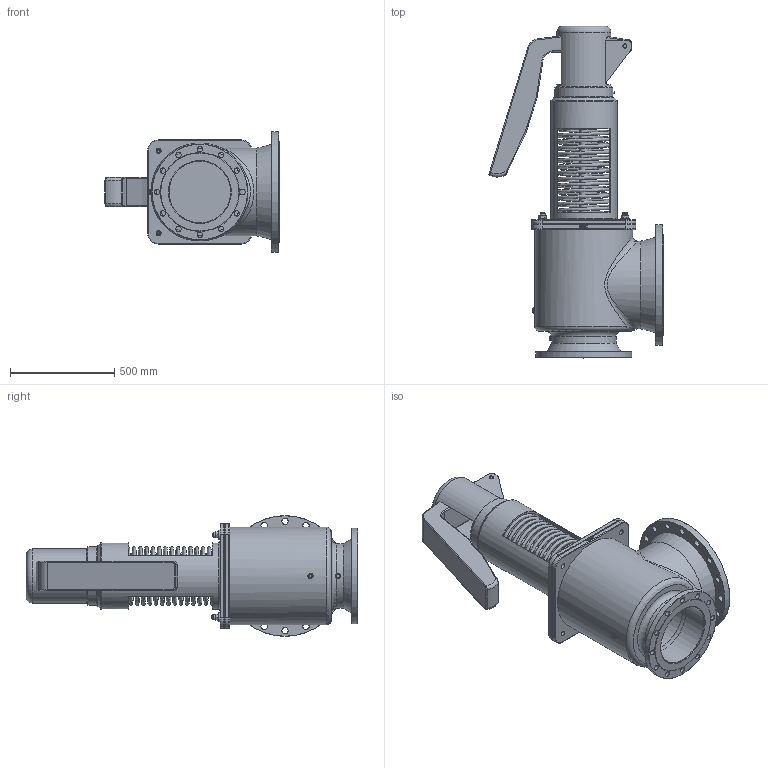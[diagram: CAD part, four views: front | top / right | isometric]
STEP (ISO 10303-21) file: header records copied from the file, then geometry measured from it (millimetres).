
FILE_DESCRIPTION(/* description */ (''),/* implementation_level */ '2;1');
FILE_NAME(/* name */ 'DN300_3D_STEP.stp',/* time_stamp */ '2023-12-21T16:16:17+03:00',/* author */ ('igorr'),/* organization */ (''),/* preprocessor_version */ 'ST-DEVELOPER v19.2',/* originating_system */ 'Autodesk Inventor 2023',/* authorisation */ '');
FILE_SCHEMA (('AUTOMOTIVE_DESIGN { 1 0 10303 214 3 1 1 }'));
Length unit declared in the file: millimetre
Products named in the file (9): Сборка; Деталь1; Деталь3; Деталь4; Деталь5; Деталь2; AS 1110 - M10 x 16; AS 1421 - M24 x 60 засверленный 
конец; DIN 6923 - M20
Assembly tree (15 placements, depth 2):
  Сборка
    Деталь1
    Деталь3
    Деталь4
    Деталь5
    Деталь2
    AS 1110 - M10 x 16  x2
    AS 1421 - M24 x 60 засверленный 
конец  x4
    DIN 6923 - M20  x4
Bounding box: 835.15 x 1593 x 580 mm (x, y, z)
Volume: 82543375.2 mm3; surface area: 6777800.3 mm2
Topology: 16 solids, 16 shells, 550 faces, 1292 edges, 813 vertices
Faces by surface type: plane 247, cylinder 145, cone 79, torus 47, bspline 32
Full cylindrical faces by diameter (mm): 10 x4, 12 x3, 15 x2, 16 x2, 17.294 x4, 20 x2, 23.651 x1, 24 x12, 25 x3, 26 x12, 30 x17, 40 x1, 60 x1, 150 x3, 156 x2, 170 x1, 230 x1, 260 x1, 270 x1, 280 x1, 295.908 x2, 300 x3, 310 x2, 320 x2, 400 x2, 420 x1, 450 x1, 460 x1, 470 x1, 580 x1
Entity records: 21468 total; most frequent: CARTESIAN_POINT 11005, DIRECTION 2062, ORIENTED_EDGE 1946, EDGE_CURVE 973, AXIS2_PLACEMENT_3D 818, VERTEX_POINT 621, EDGE_LOOP 548, LINE 426
